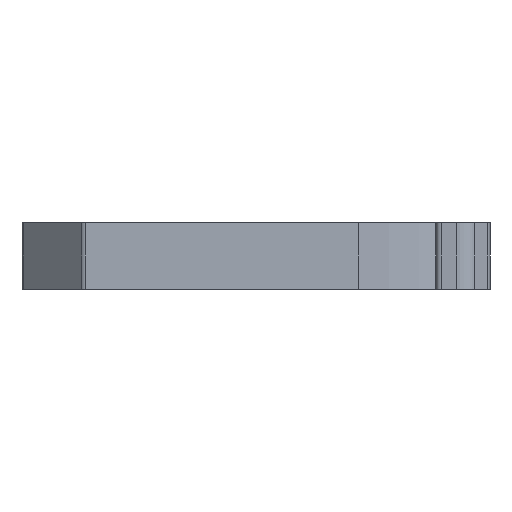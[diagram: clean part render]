
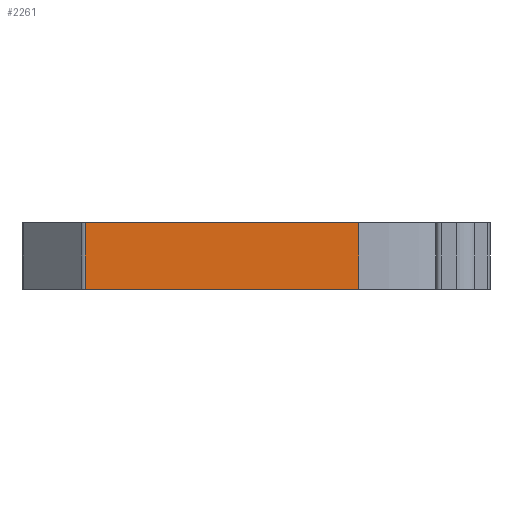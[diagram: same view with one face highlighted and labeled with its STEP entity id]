
A CAD part, left-side view. The second image highlights one B-rep face of the part: STEP entity #2261.
In plain terms, the highlighted planar face has unit normal (-1, 0, 0).
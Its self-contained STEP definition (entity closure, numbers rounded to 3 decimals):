
#208=DIRECTION('',(0.,-1.,0.));
#209=VECTOR('',#208,26.731);
#210=CARTESIAN_POINT('',(-20.1,16.693,-3.25));
#211=LINE('',#210,#209);
#565=DIRECTION('',(0.,-1.,0.));
#566=VECTOR('',#565,26.731);
#567=CARTESIAN_POINT('',(-20.1,16.693,3.25));
#568=LINE('',#567,#566);
#892=DIRECTION('',(0.,0.,1.));
#893=VECTOR('',#892,6.5);
#894=CARTESIAN_POINT('',(-20.1,-10.039,-3.25));
#895=LINE('',#894,#893);
#896=DIRECTION('',(0.,0.,1.));
#897=VECTOR('',#896,6.5);
#898=CARTESIAN_POINT('',(-20.1,16.693,-3.25));
#899=LINE('',#898,#897);
#1146=CARTESIAN_POINT('',(-20.1,16.693,-3.25));
#1147=VERTEX_POINT('',#1146);
#1148=CARTESIAN_POINT('',(-20.1,-10.039,-3.25));
#1149=VERTEX_POINT('',#1148);
#1308=CARTESIAN_POINT('',(-20.1,16.693,3.25));
#1309=VERTEX_POINT('',#1308);
#1310=CARTESIAN_POINT('',(-20.1,-10.039,3.25));
#1311=VERTEX_POINT('',#1310);
#2249=CARTESIAN_POINT('',(-20.1,16.693,-3.25));
#2250=DIRECTION('',(-1.,0.,0.));
#2251=DIRECTION('',(0.,-1.,0.));
#2252=AXIS2_PLACEMENT_3D('',#2249,#2250,#2251);
#2253=PLANE('',#2252);
#2254=ORIENTED_EDGE('',*,*,#1471,.F.);
#2256=ORIENTED_EDGE('',*,*,#2255,.T.);
#2257=ORIENTED_EDGE('',*,*,#1665,.T.);
#2258=ORIENTED_EDGE('',*,*,#2242,.F.);
#2259=EDGE_LOOP('',(#2254,#2256,#2257,#2258));
#2260=FACE_OUTER_BOUND('',#2259,.F.);
#1471=EDGE_CURVE('',#1147,#1149,#211,.T.);
#1665=EDGE_CURVE('',#1309,#1311,#568,.T.);
#2242=EDGE_CURVE('',#1149,#1311,#895,.T.);
#2255=EDGE_CURVE('',#1147,#1309,#899,.T.);
#2261=ADVANCED_FACE('',(#2260),#2253,.T.);
